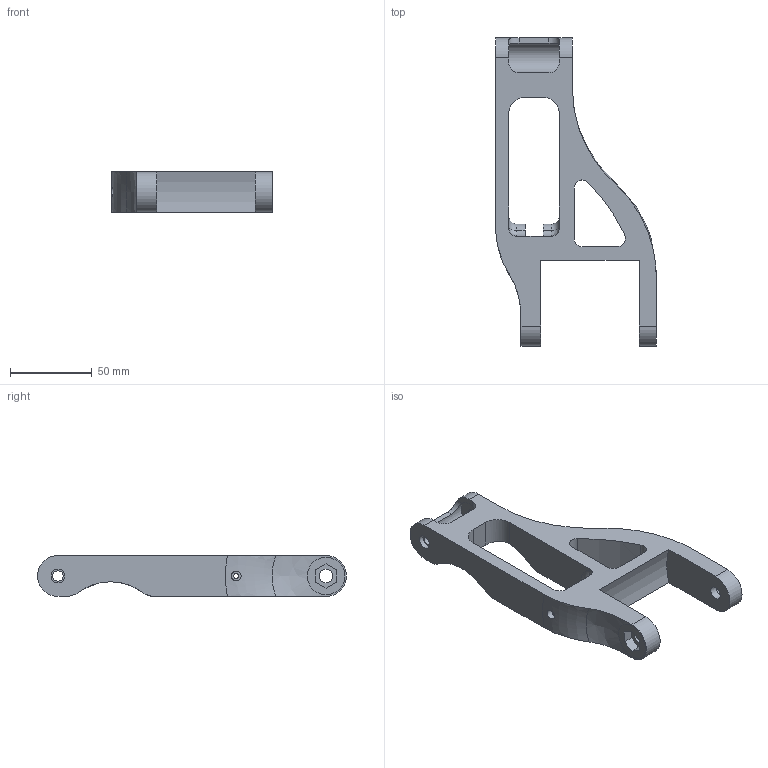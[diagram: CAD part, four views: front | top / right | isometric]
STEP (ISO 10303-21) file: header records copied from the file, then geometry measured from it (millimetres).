
FILE_DESCRIPTION(/* description */ (''),/* implementation_level */ '2;1');
FILE_NAME(/* name */ 'swingarmV2.stp',/* time_stamp */ '2024-12-12T11:32:41-05:00',/* author */ ('derm'),/* organization */ (''),/* preprocessor_version */ 'ST-DEVELOPER v20',/* originating_system */ 'Autodesk Inventor 2025',/* authorisation */ '');
FILE_SCHEMA (('AUTOMOTIVE_DESIGN { 1 0 10303 214 3 1 1 }'));
Length unit declared in the file: inch
Products named in the file (1): swingarmV2
Bounding box: 98.39 x 189.04 x 24.92 mm (x, y, z)
Volume: 137355.3 mm3; surface area: 38477.3 mm2
Topology: 1 solids, 1 shells, 86 faces, 239 edges, 157 vertices
Faces by surface type: cylinder 41, plane 35, bspline 6, torus 4
Full cylindrical faces by diameter (mm): 3 x3, 6 x1, 6.5 x2, 8.2 x2, 8.5 x2, 14 x1, 18.241 x1
Entity records: 3218 total; most frequent: CARTESIAN_POINT 910, ORIENTED_EDGE 478, DIRECTION 473, EDGE_CURVE 239, AXIS2_PLACEMENT_3D 178, VERTEX_POINT 157, LINE 117, VECTOR 117
